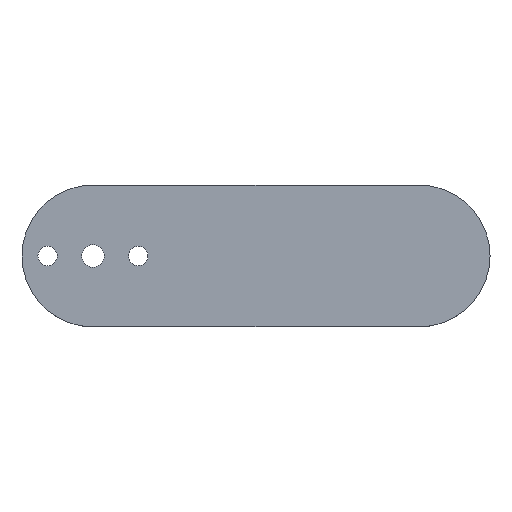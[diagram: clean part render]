
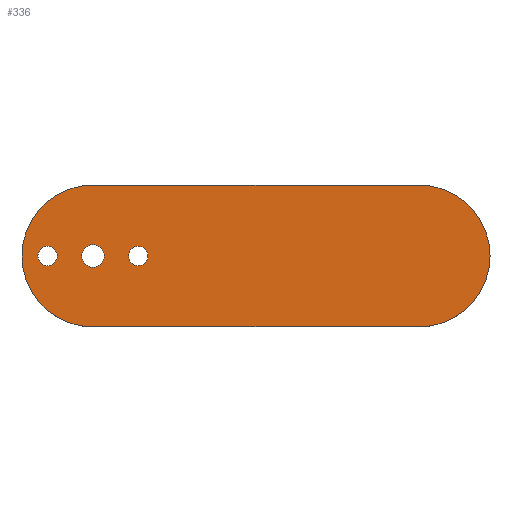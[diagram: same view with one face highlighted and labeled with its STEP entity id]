
A CAD part, top view. The second image highlights one B-rep face of the part: STEP entity #336.
In plain terms, the highlighted planar face has unit normal (0, 0, 1).
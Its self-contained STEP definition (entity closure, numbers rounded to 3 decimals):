
#14 = VERTEX_POINT ( 'NONE', #111 ) ;
#15 = EDGE_CURVE ( 'NONE', #14, #353, #318, .T. ) ;
#17 = FACE_BOUND ( 'NONE', #250, .T. ) ;
#19 = VERTEX_POINT ( 'NONE', #234 ) ;
#24 = CARTESIAN_POINT ( 'NONE',  ( 115., 0., 2.5 ) ) ;
#25 = AXIS2_PLACEMENT_3D ( 'NONE', #78, #191, #425 ) ;
#32 = CIRCLE ( 'NONE', #312, 4. ) ;
#34 = CIRCLE ( 'NONE', #479, 25. ) ;
#46 = CARTESIAN_POINT ( 'NONE',  ( 0., 0., 2.5 ) ) ;
#49 = CARTESIAN_POINT ( 'NONE',  ( 0., 0., 2.5 ) ) ;
#50 = ORIENTED_EDGE ( 'NONE', *, *, #15, .F. ) ;
#58 = CARTESIAN_POINT ( 'NONE',  ( 115., -25., 2.5 ) ) ;
#59 = DIRECTION ( 'NONE',  ( 1., 0., 0. ) ) ;
#64 = ORIENTED_EDGE ( 'NONE', *, *, #184, .F. ) ;
#66 = EDGE_LOOP ( 'NONE', ( #437, #310 ) ) ;
#76 = LINE ( 'NONE', #231, #276 ) ;
#78 = CARTESIAN_POINT ( 'NONE',  ( -16., 0., 2.5 ) ) ;
#90 = DIRECTION ( 'NONE',  ( 1., 0., 0. ) ) ;
#101 = AXIS2_PLACEMENT_3D ( 'NONE', #175, #360, #59 ) ;
#103 = CARTESIAN_POINT ( 'NONE',  ( -25., 0., 2.5 ) ) ;
#111 = CARTESIAN_POINT ( 'NONE',  ( -19.4, 0., 2.5 ) ) ;
#121 = EDGE_CURVE ( 'NONE', #269, #294, #382, .T. ) ;
#123 = ORIENTED_EDGE ( 'NONE', *, *, #319, .T. ) ;
#128 = DIRECTION ( 'NONE',  ( 1., 0., 0. ) ) ;
#133 = LINE ( 'NONE', #252, #415 ) ;
#144 = DIRECTION ( 'NONE',  ( 0., 0., 1. ) ) ;
#148 = VERTEX_POINT ( 'NONE', #58 ) ;
#157 = ORIENTED_EDGE ( 'NONE', *, *, #346, .T. ) ;
#164 = ORIENTED_EDGE ( 'NONE', *, *, #378, .T. ) ;
#165 = CARTESIAN_POINT ( 'NONE',  ( -16., 0., 2.5 ) ) ;
#166 = DIRECTION ( 'NONE',  ( 0., 0., 1. ) ) ;
#171 = DIRECTION ( 'NONE',  ( 1., 0., 0. ) ) ;
#172 = VERTEX_POINT ( 'NONE', #388 ) ;
#175 = CARTESIAN_POINT ( 'NONE',  ( 16., 0., 2.5 ) ) ;
#183 = CIRCLE ( 'NONE', #237, 25. ) ;
#184 = EDGE_CURVE ( 'NONE', #19, #357, #32, .T. ) ;
#191 = DIRECTION ( 'NONE',  ( 0., 0., 1. ) ) ;
#193 = AXIS2_PLACEMENT_3D ( 'NONE', #362, #215, #171 ) ;
#198 = EDGE_CURVE ( 'NONE', #353, #14, #321, .T. ) ;
#201 = DIRECTION ( 'NONE',  ( 0., 0., 1. ) ) ;
#203 = DIRECTION ( 'NONE',  ( 0., 0., 1. ) ) ;
#204 = CARTESIAN_POINT ( 'NONE',  ( 12.6, 0., 2.5 ) ) ;
#206 = CARTESIAN_POINT ( 'NONE',  ( 0., 25., 2.5 ) ) ;
#215 = DIRECTION ( 'NONE',  ( 0., 0., 1. ) ) ;
#222 = AXIS2_PLACEMENT_3D ( 'NONE', #397, #401, #293 ) ;
#231 = CARTESIAN_POINT ( 'NONE',  ( 0., 25., 2.5 ) ) ;
#234 = CARTESIAN_POINT ( 'NONE',  ( 4., 0., 2.5 ) ) ;
#237 = AXIS2_PLACEMENT_3D ( 'NONE', #291, #144, #395 ) ;
#239 = CARTESIAN_POINT ( 'NONE',  ( 115., 25., 2.5 ) ) ;
#250 = EDGE_LOOP ( 'NONE', ( #295, #64 ) ) ;
#251 = AXIS2_PLACEMENT_3D ( 'NONE', #46, #203, #90 ) ;
#252 = CARTESIAN_POINT ( 'NONE',  ( 0., -25., 2.5 ) ) ;
#255 = VERTEX_POINT ( 'NONE', #239 ) ;
#259 = EDGE_CURVE ( 'NONE', #365, #172, #405, .T. ) ;
#269 = VERTEX_POINT ( 'NONE', #204 ) ;
#276 = VECTOR ( 'NONE', #375, 1000. ) ;
#279 = DIRECTION ( 'NONE',  ( 1., 0., 0. ) ) ;
#287 = CARTESIAN_POINT ( 'NONE',  ( -4., 0., 2.5 ) ) ;
#291 = CARTESIAN_POINT ( 'NONE',  ( 0., 0., 2.5 ) ) ;
#293 = DIRECTION ( 'NONE',  ( 1., 0., 0. ) ) ;
#294 = VERTEX_POINT ( 'NONE', #311 ) ;
#295 = ORIENTED_EDGE ( 'NONE', *, *, #358, .F. ) ;
#310 = ORIENTED_EDGE ( 'NONE', *, *, #352, .F. ) ;
#311 = CARTESIAN_POINT ( 'NONE',  ( 19.4, 0., 2.5 ) ) ;
#312 = AXIS2_PLACEMENT_3D ( 'NONE', #49, #201, #461 ) ;
#318 = CIRCLE ( 'NONE', #25, 3.4 ) ;
#319 = EDGE_CURVE ( 'NONE', #255, #475, #76, .T. ) ;
#321 = CIRCLE ( 'NONE', #406, 3.4 ) ;
#322 = ORIENTED_EDGE ( 'NONE', *, *, #259, .T. ) ;
#336 = ADVANCED_FACE ( 'NONE', ( #481, #356, #17, #449 ), #478, .T. ) ;
#346 = EDGE_CURVE ( 'NONE', #148, #255, #34, .T. ) ;
#349 = CARTESIAN_POINT ( 'NONE',  ( 16., 0., 2.5 ) ) ;
#352 = EDGE_CURVE ( 'NONE', #294, #269, #404, .T. ) ;
#353 = VERTEX_POINT ( 'NONE', #354 ) ;
#354 = CARTESIAN_POINT ( 'NONE',  ( -12.6, 0., 2.5 ) ) ;
#356 = FACE_OUTER_BOUND ( 'NONE', #389, .T. ) ;
#357 = VERTEX_POINT ( 'NONE', #287 ) ;
#358 = EDGE_CURVE ( 'NONE', #357, #19, #366, .T. ) ;
#360 = DIRECTION ( 'NONE',  ( 0., 0., 1. ) ) ;
#362 = CARTESIAN_POINT ( 'NONE',  ( 0., 0., 2.5 ) ) ;
#364 = DIRECTION ( 'NONE',  ( 0., 0., 1. ) ) ;
#365 = VERTEX_POINT ( 'NONE', #103 ) ;
#366 = CIRCLE ( 'NONE', #193, 4. ) ;
#375 = DIRECTION ( 'NONE',  ( -1., 0., 0. ) ) ;
#378 = EDGE_CURVE ( 'NONE', #172, #148, #133, .T. ) ;
#381 = EDGE_LOOP ( 'NONE', ( #50, #485 ) ) ;
#382 = CIRCLE ( 'NONE', #494, 3.4 ) ;
#388 = CARTESIAN_POINT ( 'NONE',  ( 0., -25., 2.5 ) ) ;
#389 = EDGE_LOOP ( 'NONE', ( #469, #322, #164, #157, #123 ) ) ;
#395 = DIRECTION ( 'NONE',  ( 1., 0., 0. ) ) ;
#397 = CARTESIAN_POINT ( 'NONE',  ( 0., 0., 2.5 ) ) ;
#401 = DIRECTION ( 'NONE',  ( 0., 0., 1. ) ) ;
#404 = CIRCLE ( 'NONE', #101, 3.4 ) ;
#405 = CIRCLE ( 'NONE', #251, 25. ) ;
#406 = AXIS2_PLACEMENT_3D ( 'NONE', #165, #464, #128 ) ;
#409 = DIRECTION ( 'NONE',  ( 1., 0., 0. ) ) ;
#415 = VECTOR ( 'NONE', #474, 1000. ) ;
#425 = DIRECTION ( 'NONE',  ( 1., 0., 0. ) ) ;
#437 = ORIENTED_EDGE ( 'NONE', *, *, #121, .F. ) ;
#449 = FACE_BOUND ( 'NONE', #381, .T. ) ;
#457 = EDGE_CURVE ( 'NONE', #475, #365, #183, .T. ) ;
#461 = DIRECTION ( 'NONE',  ( 1., 0., 0. ) ) ;
#464 = DIRECTION ( 'NONE',  ( 0., 0., 1. ) ) ;
#469 = ORIENTED_EDGE ( 'NONE', *, *, #457, .T. ) ;
#474 = DIRECTION ( 'NONE',  ( 1., 0., 0. ) ) ;
#475 = VERTEX_POINT ( 'NONE', #206 ) ;
#478 = PLANE ( 'NONE',  #222 ) ;
#479 = AXIS2_PLACEMENT_3D ( 'NONE', #24, #364, #409 ) ;
#481 = FACE_BOUND ( 'NONE', #66, .T. ) ;
#485 = ORIENTED_EDGE ( 'NONE', *, *, #198, .F. ) ;
#494 = AXIS2_PLACEMENT_3D ( 'NONE', #349, #166, #279 ) ;
